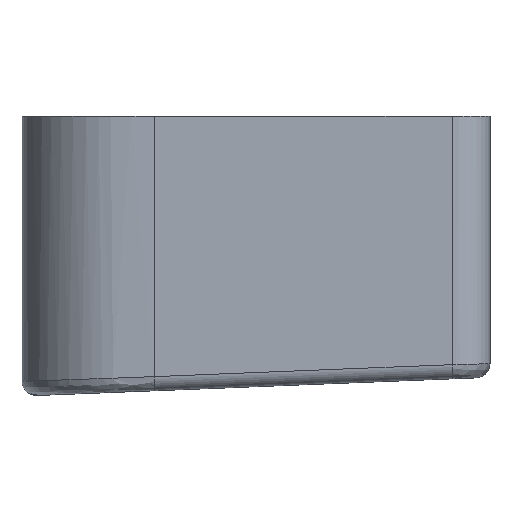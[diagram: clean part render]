
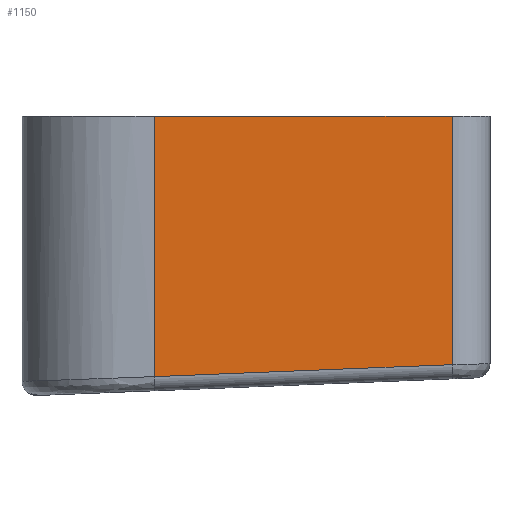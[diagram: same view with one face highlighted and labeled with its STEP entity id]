
A CAD part, left-side view. The second image highlights one B-rep face of the part: STEP entity #1150.
In plain terms, the highlighted planar face has unit normal (-1, 0, 0).
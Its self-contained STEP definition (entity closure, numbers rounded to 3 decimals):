
#65=PLANE('',#1262);
#117=FACE_OUTER_BOUND('',#186,.T.);
#186=EDGE_LOOP('',(#931,#932,#933,#934));
#263=LINE('',#2014,#360);
#270=LINE('',#2363,#367);
#271=LINE('',#2382,#368);
#272=LINE('',#2383,#369);
#360=VECTOR('',#1468,10.);
#367=VECTOR('',#1499,10.);
#368=VECTOR('',#1502,10.);
#369=VECTOR('',#1503,10.);
#519=VERTEX_POINT('',#2008);
#520=VERTEX_POINT('',#2012);
#533=VERTEX_POINT('',#2362);
#534=VERTEX_POINT('',#2381);
#654=EDGE_CURVE('',#519,#520,#263,.T.);
#675=EDGE_CURVE('',#533,#520,#270,.T.);
#677=EDGE_CURVE('',#534,#519,#271,.T.);
#678=EDGE_CURVE('',#534,#533,#272,.T.);
#931=ORIENTED_EDGE('',*,*,#654,.F.);
#932=ORIENTED_EDGE('',*,*,#677,.F.);
#933=ORIENTED_EDGE('',*,*,#678,.T.);
#934=ORIENTED_EDGE('',*,*,#675,.T.);
#1150=ADVANCED_FACE('',(#117),#65,.T.);
#1262=AXIS2_PLACEMENT_3D('',#2380,#1500,#1501);
#1468=DIRECTION('',(0.,0.999,-0.04));
#1499=DIRECTION('',(0.,0.,-1.));
#1500=DIRECTION('center_axis',(-1.,0.,0.));
#1501=DIRECTION('ref_axis',(0.,1.,0.));
#1502=DIRECTION('',(0.,0.,-1.));
#1503=DIRECTION('',(0.,1.,0.));
#2008=CARTESIAN_POINT('',(41.331,-71.226,-8.525));
#2012=CARTESIAN_POINT('',(41.331,-55.475,-9.158));
#2014=CARTESIAN_POINT('',(41.331,-89.935,-7.774));
#2362=CARTESIAN_POINT('',(41.331,-55.475,4.6));
#2363=CARTESIAN_POINT('',(41.331,-55.475,4.6));
#2380=CARTESIAN_POINT('Origin',(41.331,-71.226,4.6));
#2381=CARTESIAN_POINT('',(41.331,-71.226,4.6));
#2382=CARTESIAN_POINT('',(41.331,-71.226,4.6));
#2383=CARTESIAN_POINT('',(41.331,-71.226,4.6));
